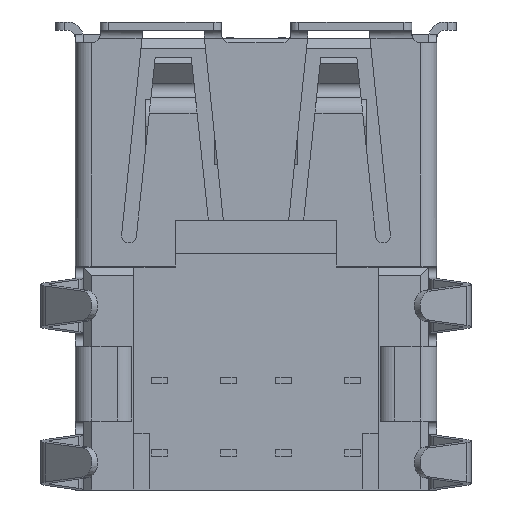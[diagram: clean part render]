
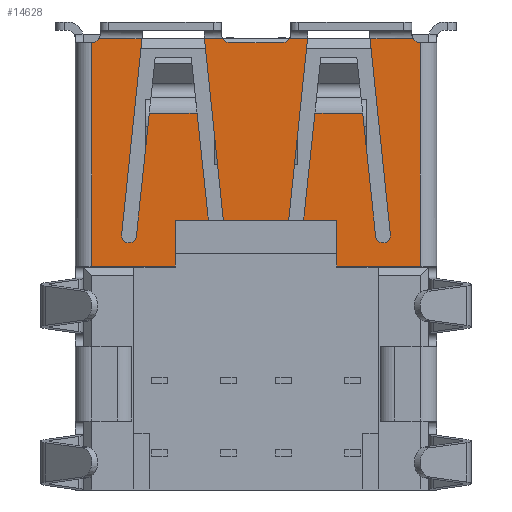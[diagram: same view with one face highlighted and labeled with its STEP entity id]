
A CAD part, front view. The second image highlights one B-rep face of the part: STEP entity #14628.
In plain terms, the highlighted planar face has unit normal (0, -1, 0).
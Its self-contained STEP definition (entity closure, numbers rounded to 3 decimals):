
#2360=DIRECTION('',(0.105,0.,-0.995));
#2361=VECTOR('',#2360,4.47);
#2362=CARTESIAN_POINT('',(3.867,-7.11,-3.314));
#2363=LINE('',#2362,#2361);
#2377=CARTESIAN_POINT('',(3.867,-7.11,-3.314));
#2557=CARTESIAN_POINT('',(4.602,-7.11,-7.731));
#2558=DIRECTION('',(0.,1.,0.));
#2559=DIRECTION('',(0.995,0.,0.103));
#2560=AXIS2_PLACEMENT_3D('',#2557,#2558,#2559);
#2612=CARTESIAN_POINT('',(5.95,-7.11,-0.45));
#2613=DIRECTION('',(0.,1.,0.));
#2614=DIRECTION('',(0.,0.,-1.));
#2615=AXIS2_PLACEMENT_3D('',#2612,#2613,#2614);
#2671=DIRECTION('',(1.,0.,0.));
#2672=VECTOR('',#2671,1.9);
#2673=CARTESIAN_POINT('',(-0.95,-7.11,-0.75));
#2674=LINE('',#2673,#2672);
#2675=DIRECTION('',(0.103,0.,0.995));
#2676=VECTOR('',#2675,7.141);
#2677=CARTESIAN_POINT('',(1.131,-7.11,-7.703));
#2678=LINE('',#2677,#2676);
#2679=DIRECTION('',(0.103,0.,-0.995));
#2680=VECTOR('',#2679,7.141);
#2681=CARTESIAN_POINT('',(4.131,-7.11,-0.6));
#2682=LINE('',#2681,#2680);
#2683=DIRECTION('',(1.,0.,0.));
#2684=VECTOR('',#2683,11.9);
#2685=CARTESIAN_POINT('',(-5.95,-7.11,-8.85));
#2686=LINE('',#2685,#2684);
#2687=DIRECTION('',(0.,0.,-1.));
#2688=VECTOR('',#2687,8.1);
#2689=CARTESIAN_POINT('',(-5.95,-7.11,-0.75));
#2690=LINE('',#2689,#2688);
#2691=DIRECTION('',(-0.103,0.,-0.995));
#2692=VECTOR('',#2691,7.141);
#2693=CARTESIAN_POINT('',(-4.131,-7.11,-0.6));
#2694=LINE('',#2693,#2692);
#2695=DIRECTION('',(0.103,0.,-0.995));
#2696=VECTOR('',#2695,7.141);
#2697=CARTESIAN_POINT('',(-1.869,-7.11,-0.6));
#2698=LINE('',#2697,#2696);
#2751=CARTESIAN_POINT('',(1.21,-7.11,-0.6));
#2753=CARTESIAN_POINT('',(0.95,-7.11,-0.45));
#2754=DIRECTION('',(0.,1.,0.));
#2755=DIRECTION('',(0.866,0.,-0.5));
#2756=AXIS2_PLACEMENT_3D('',#2753,#2754,#2755);
#2805=DIRECTION('',(-1.,0.,0.));
#2806=VECTOR('',#2805,1.559);
#2807=CARTESIAN_POINT('',(5.69,-7.11,-0.6));
#2808=LINE('',#2807,#2806);
#2823=DIRECTION('',(-1.,0.,0.));
#2824=VECTOR('',#2823,0.659);
#2825=CARTESIAN_POINT('',(1.869,-7.11,-0.6));
#2826=LINE('',#2825,#2824);
#2959=CARTESIAN_POINT('',(2.133,-7.11,-3.314));
#2961=DIRECTION('',(-0.105,0.,-0.995));
#2962=VECTOR('',#2961,4.47);
#2963=CARTESIAN_POINT('',(2.133,-7.11,-3.314));
#2964=LINE('',#2963,#2962);
#3067=CARTESIAN_POINT('',(1.398,-7.11,-7.731));
#3068=DIRECTION('',(0.,1.,0.));
#3069=DIRECTION('',(0.995,0.,-0.105));
#3070=AXIS2_PLACEMENT_3D('',#3067,#3068,#3069);
#3100=DIRECTION('',(-1.,0.,0.));
#3101=VECTOR('',#3100,1.734);
#3102=CARTESIAN_POINT('',(3.867,-7.11,-3.314));
#3103=LINE('',#3102,#3101);
#3257=CARTESIAN_POINT('',(-3.867,-7.11,-3.314));
#3259=DIRECTION('',(-0.105,0.,-0.995));
#3260=VECTOR('',#3259,4.47);
#3261=CARTESIAN_POINT('',(-3.867,-7.11,-3.314));
#3262=LINE('',#3261,#3260);
#3365=CARTESIAN_POINT('',(-4.602,-7.11,-7.731));
#3366=DIRECTION('',(0.,1.,0.));
#3367=DIRECTION('',(0.995,0.,-0.105));
#3368=AXIS2_PLACEMENT_3D('',#3365,#3366,#3367);
#3648=DIRECTION('',(0.105,0.,-0.995));
#3649=VECTOR('',#3648,4.47);
#3650=CARTESIAN_POINT('',(-2.133,-7.11,-3.314));
#3651=LINE('',#3650,#3649);
#3665=CARTESIAN_POINT('',(-2.133,-7.11,-3.314));
#3845=CARTESIAN_POINT('',(-1.398,-7.11,-7.731));
#3846=DIRECTION('',(0.,1.,0.));
#3847=DIRECTION('',(0.995,0.,0.103));
#3848=AXIS2_PLACEMENT_3D('',#3845,#3846,#3847);
#3850=DIRECTION('',(-1.,0.,0.));
#3851=VECTOR('',#3850,1.734);
#3852=CARTESIAN_POINT('',(-2.133,-7.11,-3.314));
#3853=LINE('',#3852,#3851);
#3914=DIRECTION('',(-1.,0.,0.));
#3915=VECTOR('',#3914,1.559);
#3916=CARTESIAN_POINT('',(-4.131,-7.11,-0.6));
#3917=LINE('',#3916,#3915);
#3928=DIRECTION('',(-1.,0.,0.));
#3929=VECTOR('',#3928,0.659);
#3930=CARTESIAN_POINT('',(-1.21,-7.11,-0.6));
#3931=LINE('',#3930,#3929);
#3998=CARTESIAN_POINT('',(-5.69,-7.11,-0.6));
#4000=CARTESIAN_POINT('',(-5.95,-7.11,-0.45));
#4001=DIRECTION('',(0.,1.,0.));
#4002=DIRECTION('',(0.866,0.,-0.5));
#4003=AXIS2_PLACEMENT_3D('',#4000,#4001,#4002);
#4069=CARTESIAN_POINT('',(-0.95,-7.11,-0.45));
#4070=DIRECTION('',(0.,1.,0.));
#4071=DIRECTION('',(0.,0.,-1.));
#4072=AXIS2_PLACEMENT_3D('',#4069,#4070,#4071);
#7668=DIRECTION('',(0.,0.,-1.));
#7669=VECTOR('',#7668,8.1);
#7670=CARTESIAN_POINT('',(5.95,-7.11,-0.75));
#7671=LINE('',#7670,#7669);
#10037=CARTESIAN_POINT('',(-5.95,-7.11,-8.85));
#10039=VERTEX_POINT('',#10037);
#10040=CARTESIAN_POINT('',(5.95,-7.11,-8.85));
#10041=VERTEX_POINT('',#10040);
#10626=CARTESIAN_POINT('',(4.131,-7.11,-0.6));
#10628=VERTEX_POINT('',#10626);
#10630=CARTESIAN_POINT('',(1.869,-7.11,-0.6));
#10632=VERTEX_POINT('',#10630);
#10663=VERTEX_POINT('',#2959);
#10685=VERTEX_POINT('',#2377);
#10695=CARTESIAN_POINT('',(4.334,-7.11,-7.759));
#10697=VERTEX_POINT('',#10695);
#10699=CARTESIAN_POINT('',(4.869,-7.11,-7.703));
#10701=VERTEX_POINT('',#10699);
#10711=CARTESIAN_POINT('',(1.131,-7.11,-7.703));
#10713=VERTEX_POINT('',#10711);
#10715=CARTESIAN_POINT('',(1.666,-7.11,-7.759));
#10717=VERTEX_POINT('',#10715);
#10742=CARTESIAN_POINT('',(-4.131,-7.11,-0.6));
#10744=VERTEX_POINT('',#10742);
#10748=CARTESIAN_POINT('',(-1.869,-7.11,-0.6));
#10749=VERTEX_POINT('',#10748);
#10778=CARTESIAN_POINT('',(-4.334,-7.11,-7.759));
#10779=CARTESIAN_POINT('',(-4.869,-7.11,-7.703));
#10780=VERTEX_POINT('',#10778);
#10781=VERTEX_POINT('',#10779);
#10794=CARTESIAN_POINT('',(-1.131,-7.11,-7.703));
#10795=CARTESIAN_POINT('',(-1.666,-7.11,-7.759));
#10796=VERTEX_POINT('',#10794);
#10797=VERTEX_POINT('',#10795);
#10819=VERTEX_POINT('',#3665);
#10841=VERTEX_POINT('',#3257);
#11303=CARTESIAN_POINT('',(0.95,-7.11,-0.75));
#11305=VERTEX_POINT('',#11303);
#11310=CARTESIAN_POINT('',(5.95,-7.11,-0.75));
#11312=VERTEX_POINT('',#11310);
#11336=CARTESIAN_POINT('',(-0.95,-7.11,-0.75));
#11338=VERTEX_POINT('',#11336);
#11379=CARTESIAN_POINT('',(-5.95,-7.11,-0.75));
#11381=VERTEX_POINT('',#11379);
#11421=CARTESIAN_POINT('',(5.69,-7.11,-0.6));
#11422=VERTEX_POINT('',#11421);
#11426=VERTEX_POINT('',#2751);
#11427=CARTESIAN_POINT('',(-1.21,-7.11,-0.6));
#11428=VERTEX_POINT('',#11427);
#11432=VERTEX_POINT('',#3998);
#14574=CARTESIAN_POINT('',(-5.95,-7.11,0.));
#14575=DIRECTION('',(0.,-1.,0.));
#14576=DIRECTION('',(1.,0.,0.));
#14577=AXIS2_PLACEMENT_3D('',#14574,#14575,#14576);
#14578=PLANE('',#14577);
#14579=ORIENTED_EDGE('',*,*,#13920,.T.);
#14581=ORIENTED_EDGE('',*,*,#14580,.F.);
#14583=ORIENTED_EDGE('',*,*,#14582,.F.);
#14585=ORIENTED_EDGE('',*,*,#14584,.F.);
#14587=ORIENTED_EDGE('',*,*,#14586,.F.);
#14589=ORIENTED_EDGE('',*,*,#14588,.F.);
#14591=ORIENTED_EDGE('',*,*,#14590,.F.);
#14592=ORIENTED_EDGE('',*,*,#14412,.T.);
#14593=ORIENTED_EDGE('',*,*,#14471,.F.);
#14594=ORIENTED_EDGE('',*,*,#14387,.F.);
#14596=ORIENTED_EDGE('',*,*,#14595,.F.);
#14597=ORIENTED_EDGE('',*,*,#14563,.F.);
#14599=ORIENTED_EDGE('',*,*,#14598,.T.);
#14601=ORIENTED_EDGE('',*,*,#14600,.F.);
#14603=ORIENTED_EDGE('',*,*,#14602,.F.);
#14605=ORIENTED_EDGE('',*,*,#14604,.F.);
#14607=ORIENTED_EDGE('',*,*,#14606,.F.);
#14609=ORIENTED_EDGE('',*,*,#14608,.T.);
#14611=ORIENTED_EDGE('',*,*,#14610,.F.);
#14613=ORIENTED_EDGE('',*,*,#14612,.F.);
#14615=ORIENTED_EDGE('',*,*,#14614,.F.);
#14617=ORIENTED_EDGE('',*,*,#14616,.T.);
#14619=ORIENTED_EDGE('',*,*,#14618,.F.);
#14621=ORIENTED_EDGE('',*,*,#14620,.F.);
#14623=ORIENTED_EDGE('',*,*,#14622,.F.);
#14625=ORIENTED_EDGE('',*,*,#14624,.F.);
#14626=EDGE_LOOP('',(#14579,#14581,#14583,#14585,#14587,#14589,#14591,#14592,
#14593,#14594,#14596,#14597,#14599,#14601,#14603,#14605,#14607,#14609,#14611,
#14613,#14615,#14617,#14619,#14621,#14623,#14625));
#14627=FACE_OUTER_BOUND('',#14626,.F.);
#14628=ADVANCED_FACE('',(#14627),#14578,.T.);
#2561=CIRCLE('',#2560,0.269);
#2616=CIRCLE('',#2615,0.3);
#2757=CIRCLE('',#2756,0.3);
#3071=CIRCLE('',#3070,0.269);
#3369=CIRCLE('',#3368,0.269);
#3849=CIRCLE('',#3848,0.269);
#4004=CIRCLE('',#4003,0.3);
#4073=CIRCLE('',#4072,0.3);
#13920=EDGE_CURVE('',#11338,#11305,#2674,.T.);
#14387=EDGE_CURVE('',#10628,#10701,#2682,.T.);
#14412=EDGE_CURVE('',#10685,#10697,#2363,.T.);
#14471=EDGE_CURVE('',#10701,#10697,#2561,.T.);
#14563=EDGE_CURVE('',#11312,#11422,#2616,.T.);
#14580=EDGE_CURVE('',#11426,#11305,#2757,.T.);
#14582=EDGE_CURVE('',#10632,#11426,#2826,.T.);
#14584=EDGE_CURVE('',#10713,#10632,#2678,.T.);
#14586=EDGE_CURVE('',#10717,#10713,#3071,.T.);
#14588=EDGE_CURVE('',#10663,#10717,#2964,.T.);
#14590=EDGE_CURVE('',#10685,#10663,#3103,.T.);
#14595=EDGE_CURVE('',#11422,#10628,#2808,.T.);
#14598=EDGE_CURVE('',#11312,#10041,#7671,.T.);
#14600=EDGE_CURVE('',#10039,#10041,#2686,.T.);
#14602=EDGE_CURVE('',#11381,#10039,#2690,.T.);
#14604=EDGE_CURVE('',#11432,#11381,#4004,.T.);
#14606=EDGE_CURVE('',#10744,#11432,#3917,.T.);
#14608=EDGE_CURVE('',#10744,#10781,#2694,.T.);
#14610=EDGE_CURVE('',#10780,#10781,#3369,.T.);
#14612=EDGE_CURVE('',#10841,#10780,#3262,.T.);
#14614=EDGE_CURVE('',#10819,#10841,#3853,.T.);
#14616=EDGE_CURVE('',#10819,#10797,#3651,.T.);
#14618=EDGE_CURVE('',#10796,#10797,#3849,.T.);
#14620=EDGE_CURVE('',#10749,#10796,#2698,.T.);
#14622=EDGE_CURVE('',#11428,#10749,#3931,.T.);
#14624=EDGE_CURVE('',#11338,#11428,#4073,.T.);
